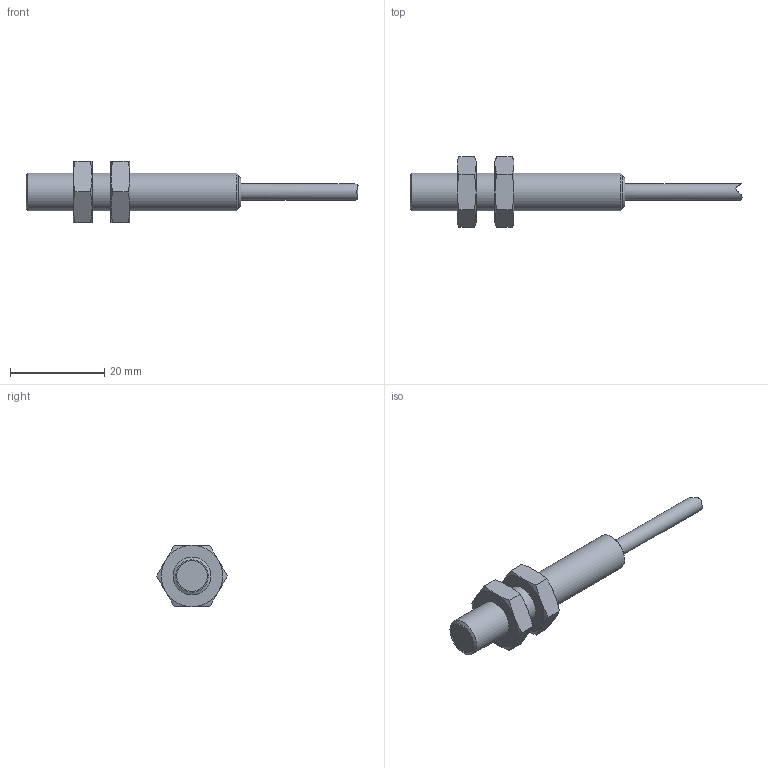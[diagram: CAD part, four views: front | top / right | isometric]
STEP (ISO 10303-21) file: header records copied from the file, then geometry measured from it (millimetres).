
FILE_DESCRIPTION (( 'STEP AP214' ), '1' );
FILE_NAME ('DW-AD-509-M8-390.STEP', '2019-09-11T17:06:18', ( '' ), ( '' ), 'SwSTEP 2.0', 'SolidWorks 2018', '' );
FILE_SCHEMA (( 'AUTOMOTIVE_DESIGN' ));
Length unit declared in the file: inch
Products named in the file (1): DW-AD-509-M8-390
Bounding box: 70.32 x 15.01 x 13 mm (x, y, z)
Volume: 3269.1 mm3; surface area: 2026 mm2
Topology: 1 solids, 1 shells, 59 faces, 121 edges, 72 vertices
Faces by surface type: cone 28, plane 21, cylinder 9, bspline 1
Full cylindrical faces by diameter (mm): 3.5 x1, 6.47 x1, 8 x3
Entity records: 1680 total; most frequent: CARTESIAN_POINT 484, ORIENTED_EDGE 218, DIRECTION 211, EDGE_CURVE 109, AXIS2_PLACEMENT_3D 98, EDGE_LOOP 77, VERTEX_POINT 70, FACE_OUTER_BOUND 65
